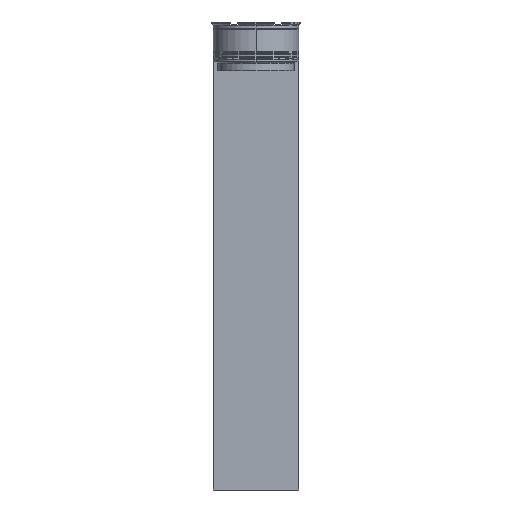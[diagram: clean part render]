
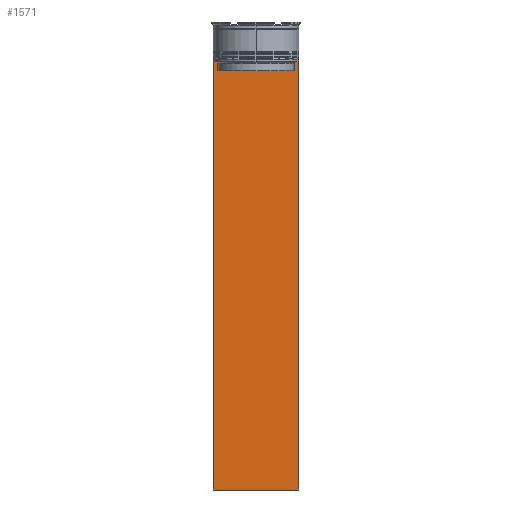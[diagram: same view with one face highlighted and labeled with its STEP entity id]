
A CAD part, left-side view. The second image highlights one B-rep face of the part: STEP entity #1571.
In plain terms, the highlighted planar face has unit normal (-1, 0, 0).
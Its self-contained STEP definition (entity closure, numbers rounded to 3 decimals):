
#46 = VECTOR ( 'NONE', #2368, 1000. ) ;
#63 = CARTESIAN_POINT ( 'NONE',  ( -0.5, 15., -14. ) ) ;
#72 = ORIENTED_EDGE ( 'NONE', *, *, #2183, .F. ) ;
#74 = LINE ( 'NONE', #896, #2800 ) ;
#103 = CARTESIAN_POINT ( 'NONE',  ( -0.5, 13.391, -14.5 ) ) ;
#114 = ORIENTED_EDGE ( 'NONE', *, *, #1418, .F. ) ;
#124 = VECTOR ( 'NONE', #1133, 1000. ) ;
#156 = PLANE ( 'NONE',  #2434 ) ;
#165 = DIRECTION ( 'NONE',  ( 0., -1., 0. ) ) ;
#177 = EDGE_CURVE ( 'NONE', #1278, #2323, #74, .T. ) ;
#196 = VECTOR ( 'NONE', #2721, 1000. ) ;
#217 = VECTOR ( 'NONE', #2874, 1000. ) ;
#241 = LINE ( 'NONE', #2247, #124 ) ;
#245 = VERTEX_POINT ( 'NONE', #2712 ) ;
#247 = EDGE_CURVE ( 'NONE', #1838, #2295, #2045, .T. ) ;
#339 = CARTESIAN_POINT ( 'NONE',  ( -0.5, -15., -14. ) ) ;
#366 = CARTESIAN_POINT ( 'NONE',  ( -0.5, -15., -14. ) ) ;
#376 = ORIENTED_EDGE ( 'NONE', *, *, #2292, .F. ) ;
#516 = VECTOR ( 'NONE', #165, 1000. ) ;
#529 = CARTESIAN_POINT ( 'NONE',  ( -0.5, 13.391, -17. ) ) ;
#532 = VECTOR ( 'NONE', #2843, 1000. ) ;
#544 = CARTESIAN_POINT ( 'NONE',  ( -0.5, -13.891, -14. ) ) ;
#656 = EDGE_CURVE ( 'NONE', #2337, #1838, #1844, .T. ) ;
#662 = LINE ( 'NONE', #1573, #217 ) ;
#685 = DIRECTION ( 'NONE',  ( 0., 0., -1. ) ) ;
#700 = EDGE_LOOP ( 'NONE', ( #1775, #1582, #72, #1516, #865, #950, #1559, #114, #2636, #821, #376, #2840 ) ) ;
#735 = CARTESIAN_POINT ( 'NONE',  ( -0.5, -15., -164. ) ) ;
#821 = ORIENTED_EDGE ( 'NONE', *, *, #177, .F. ) ;
#865 = ORIENTED_EDGE ( 'NONE', *, *, #247, .F. ) ;
#894 = EDGE_CURVE ( 'NONE', #245, #1737, #1273, .T. ) ;
#896 = CARTESIAN_POINT ( 'NONE',  ( -0.5, -13.391, 0. ) ) ;
#950 = ORIENTED_EDGE ( 'NONE', *, *, #656, .F. ) ;
#1037 = CARTESIAN_POINT ( 'NONE',  ( -0.5, -15., 16.017 ) ) ;
#1044 = CARTESIAN_POINT ( 'NONE',  ( -0.5, -13.557, -14.333 ) ) ;
#1047 = EDGE_CURVE ( 'NONE', #2432, #2337, #2161, .T. ) ;
#1133 = DIRECTION ( 'NONE',  ( 0., 0., -1. ) ) ;
#1175 = DIRECTION ( 'NONE',  ( 0., 0., 1. ) ) ;
#1195 = DIRECTION ( 'NONE',  ( 0., -1., 0. ) ) ;
#1271 = CARTESIAN_POINT ( 'NONE',  ( -0.5, -15., -14. ) ) ;
#1273 = B_SPLINE_CURVE_WITH_KNOTS ( 'NONE', 3,
 ( #2789, #2568, #2351, #103 ),
 .UNSPECIFIED., .F., .F.,
 ( 4, 4 ),
 ( 0.024, 0.024 ),
 .UNSPECIFIED. ) ;
#1278 = VERTEX_POINT ( 'NONE', #2692 ) ;
#1310 = EDGE_CURVE ( 'NONE', #2323, #1419, #1954, .T. ) ;
#1353 = CARTESIAN_POINT ( 'NONE',  ( -0.5, -15., -164. ) ) ;
#1407 = CARTESIAN_POINT ( 'NONE',  ( -0.5, -15., -14. ) ) ;
#1418 = EDGE_CURVE ( 'NONE', #1419, #2432, #1854, .T. ) ;
#1419 = VERTEX_POINT ( 'NONE', #544 ) ;
#1498 = VECTOR ( 'NONE', #2229, 1000. ) ;
#1516 = ORIENTED_EDGE ( 'NONE', *, *, #2736, .T. ) ;
#1559 = ORIENTED_EDGE ( 'NONE', *, *, #1047, .F. ) ;
#1571 = ADVANCED_FACE ( 'NONE', ( #2165 ), #156, .T. ) ;
#1573 = CARTESIAN_POINT ( 'NONE',  ( -0.5, 13.4, -17. ) ) ;
#1582 = ORIENTED_EDGE ( 'NONE', *, *, #1971, .F. ) ;
#1604 = CARTESIAN_POINT ( 'NONE',  ( -0.5, -15., 16.017 ) ) ;
#1651 = EDGE_CURVE ( 'NONE', #1737, #2457, #2688, .T. ) ;
#1723 = LINE ( 'NONE', #366, #532 ) ;
#1736 = VECTOR ( 'NONE', #1195, 1000. ) ;
#1737 = VERTEX_POINT ( 'NONE', #2307 ) ;
#1775 = ORIENTED_EDGE ( 'NONE', *, *, #894, .F. ) ;
#1792 = VERTEX_POINT ( 'NONE', #2106 ) ;
#1838 = VERTEX_POINT ( 'NONE', #735 ) ;
#1844 = LINE ( 'NONE', #1604, #196 ) ;
#1854 = LINE ( 'NONE', #1407, #1736 ) ;
#1884 = CARTESIAN_POINT ( 'NONE',  ( -0.5, -14.892, -14. ) ) ;
#1942 = DIRECTION ( 'NONE',  ( 0., 0., 1. ) ) ;
#1954 = B_SPLINE_CURVE_WITH_KNOTS ( 'NONE', 3,
 ( #2484, #1044, #2416, #2639 ),
 .UNSPECIFIED., .F., .F.,
 ( 4, 4 ),
 ( 0.062, 0.062 ),
 .UNSPECIFIED. ) ;
#1971 = EDGE_CURVE ( 'NONE', #1792, #245, #2587, .T. ) ;
#1999 = CARTESIAN_POINT ( 'NONE',  ( -0.5, -13.391, -14.5 ) ) ;
#2045 = LINE ( 'NONE', #1353, #1498 ) ;
#2106 = CARTESIAN_POINT ( 'NONE',  ( -0.5, 14.892, -14. ) ) ;
#2161 = LINE ( 'NONE', #339, #516 ) ;
#2165 = FACE_OUTER_BOUND ( 'NONE', #700, .T. ) ;
#2183 = EDGE_CURVE ( 'NONE', #2751, #1792, #1723, .T. ) ;
#2213 = CARTESIAN_POINT ( 'NONE',  ( -0.5, 15., -164. ) ) ;
#2223 = CARTESIAN_POINT ( 'NONE',  ( -0.5, 13.391, 0. ) ) ;
#2229 = DIRECTION ( 'NONE',  ( 0., 1., 0. ) ) ;
#2247 = CARTESIAN_POINT ( 'NONE',  ( -0.5, 15., 16.017 ) ) ;
#2292 = EDGE_CURVE ( 'NONE', #2457, #1278, #662, .T. ) ;
#2295 = VERTEX_POINT ( 'NONE', #2213 ) ;
#2307 = CARTESIAN_POINT ( 'NONE',  ( -0.5, 13.391, -14.5 ) ) ;
#2323 = VERTEX_POINT ( 'NONE', #1999 ) ;
#2337 = VERTEX_POINT ( 'NONE', #2455 ) ;
#2340 = DIRECTION ( 'NONE',  ( -1., 0., 0. ) ) ;
#2345 = VECTOR ( 'NONE', #685, 1000. ) ;
#2351 = CARTESIAN_POINT ( 'NONE',  ( -0.5, 13.557, -14.333 ) ) ;
#2368 = DIRECTION ( 'NONE',  ( 0., -1., 0. ) ) ;
#2416 = CARTESIAN_POINT ( 'NONE',  ( -0.5, -13.724, -14.167 ) ) ;
#2432 = VERTEX_POINT ( 'NONE', #1884 ) ;
#2434 = AXIS2_PLACEMENT_3D ( 'NONE', #1037, #2340, #1942 ) ;
#2455 = CARTESIAN_POINT ( 'NONE',  ( -0.5, -15., -14. ) ) ;
#2457 = VERTEX_POINT ( 'NONE', #529 ) ;
#2484 = CARTESIAN_POINT ( 'NONE',  ( -0.5, -13.391, -14.5 ) ) ;
#2568 = CARTESIAN_POINT ( 'NONE',  ( -0.5, 13.724, -14.167 ) ) ;
#2587 = LINE ( 'NONE', #1271, #46 ) ;
#2636 = ORIENTED_EDGE ( 'NONE', *, *, #1310, .F. ) ;
#2639 = CARTESIAN_POINT ( 'NONE',  ( -0.5, -13.891, -14. ) ) ;
#2688 = LINE ( 'NONE', #2223, #2345 ) ;
#2692 = CARTESIAN_POINT ( 'NONE',  ( -0.5, -13.391, -17. ) ) ;
#2712 = CARTESIAN_POINT ( 'NONE',  ( -0.5, 13.891, -14. ) ) ;
#2721 = DIRECTION ( 'NONE',  ( 0., 0., -1. ) ) ;
#2736 = EDGE_CURVE ( 'NONE', #2751, #2295, #241, .T. ) ;
#2751 = VERTEX_POINT ( 'NONE', #63 ) ;
#2789 = CARTESIAN_POINT ( 'NONE',  ( -0.5, 13.891, -14. ) ) ;
#2800 = VECTOR ( 'NONE', #1175, 1000. ) ;
#2840 = ORIENTED_EDGE ( 'NONE', *, *, #1651, .F. ) ;
#2843 = DIRECTION ( 'NONE',  ( 0., -1., 0. ) ) ;
#2874 = DIRECTION ( 'NONE',  ( 0., -1., 0. ) ) ;
